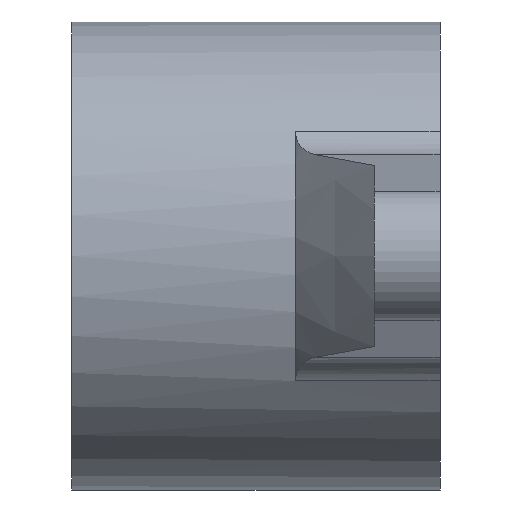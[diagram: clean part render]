
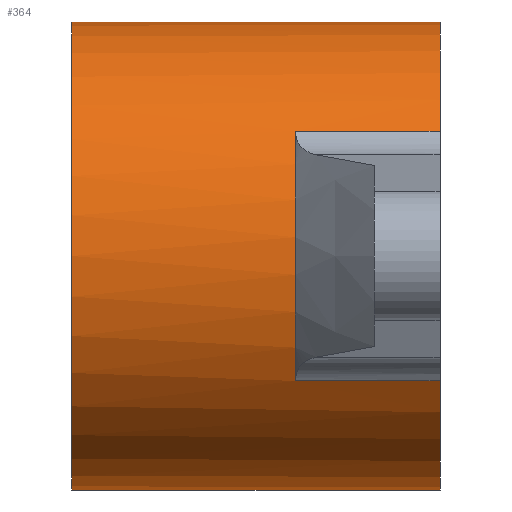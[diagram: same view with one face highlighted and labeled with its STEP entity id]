
A CAD part, left-side view. The second image highlights one B-rep face of the part: STEP entity #364.
In plain terms, the highlighted cylindrical face has radius 8.9 mm (diameter 17.8 mm), a full revolution.
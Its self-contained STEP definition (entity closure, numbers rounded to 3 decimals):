
#36=FACE_OUTER_BOUND('',#56,.T.);
#56=EDGE_LOOP('',(#249,#250,#251,#252,#253,#254,#255,#256,#257,#258,#259,
#260));
#82=CIRCLE('',#409,8.9);
#83=CIRCLE('',#410,8.9);
#84=CIRCLE('',#411,8.9);
#85=CIRCLE('',#412,8.9);
#86=CIRCLE('',#413,8.9);
#87=CIRCLE('',#414,8.9);
#103=LINE('',#571,#127);
#105=LINE('',#579,#129);
#106=LINE('',#583,#130);
#107=LINE('',#587,#131);
#108=LINE('',#591,#132);
#127=VECTOR('',#452,10.);
#129=VECTOR('',#460,8.9);
#130=VECTOR('',#463,10.);
#131=VECTOR('',#466,10.);
#132=VECTOR('',#469,10.);
#156=VERTEX_POINT('',#561);
#157=VERTEX_POINT('',#570);
#159=VERTEX_POINT('',#576);
#160=VERTEX_POINT('',#578);
#161=VERTEX_POINT('',#580);
#162=VERTEX_POINT('',#582);
#163=VERTEX_POINT('',#584);
#164=VERTEX_POINT('',#586);
#165=VERTEX_POINT('',#588);
#166=VERTEX_POINT('',#590);
#192=EDGE_CURVE('',#156,#157,#103,.T.);
#195=EDGE_CURVE('',#159,#159,#82,.T.);
#196=EDGE_CURVE('',#159,#160,#105,.T.);
#197=EDGE_CURVE('',#161,#160,#83,.T.);
#198=EDGE_CURVE('',#162,#161,#106,.T.);
#199=EDGE_CURVE('',#162,#163,#84,.T.);
#200=EDGE_CURVE('',#164,#163,#107,.T.);
#201=EDGE_CURVE('',#165,#164,#85,.T.);
#202=EDGE_CURVE('',#166,#165,#108,.T.);
#203=EDGE_CURVE('',#166,#157,#86,.T.);
#204=EDGE_CURVE('',#160,#156,#87,.T.);
#249=ORIENTED_EDGE('',*,*,#195,.F.);
#250=ORIENTED_EDGE('',*,*,#196,.T.);
#251=ORIENTED_EDGE('',*,*,#197,.F.);
#252=ORIENTED_EDGE('',*,*,#198,.F.);
#253=ORIENTED_EDGE('',*,*,#199,.T.);
#254=ORIENTED_EDGE('',*,*,#200,.F.);
#255=ORIENTED_EDGE('',*,*,#201,.F.);
#256=ORIENTED_EDGE('',*,*,#202,.F.);
#257=ORIENTED_EDGE('',*,*,#203,.T.);
#258=ORIENTED_EDGE('',*,*,#192,.F.);
#259=ORIENTED_EDGE('',*,*,#204,.F.);
#260=ORIENTED_EDGE('',*,*,#196,.F.);
#354=CYLINDRICAL_SURFACE('',#408,8.9);
#364=ADVANCED_FACE('',(#36),#354,.T.);
#408=AXIS2_PLACEMENT_3D('',#575,#456,#457);
#409=AXIS2_PLACEMENT_3D('',#577,#458,#459);
#410=AXIS2_PLACEMENT_3D('',#581,#461,#462);
#411=AXIS2_PLACEMENT_3D('',#585,#464,#465);
#412=AXIS2_PLACEMENT_3D('',#589,#467,#468);
#413=AXIS2_PLACEMENT_3D('',#592,#470,#471);
#414=AXIS2_PLACEMENT_3D('',#593,#472,#473);
#452=DIRECTION('',(0.,-1.,0.));
#456=DIRECTION('center_axis',(0.,1.,0.));
#457=DIRECTION('ref_axis',(-1.,0.,0.));
#458=DIRECTION('center_axis',(0.,1.,0.));
#459=DIRECTION('ref_axis',(-1.,0.,0.));
#460=DIRECTION('',(0.,-1.,0.));
#461=DIRECTION('center_axis',(0.,-1.,0.));
#462=DIRECTION('ref_axis',(1.,0.,0.));
#463=DIRECTION('',(0.,1.,0.));
#464=DIRECTION('center_axis',(0.,1.,0.));
#465=DIRECTION('ref_axis',(-1.,0.,0.));
#466=DIRECTION('',(0.,-1.,0.));
#467=DIRECTION('center_axis',(0.,-1.,0.));
#468=DIRECTION('ref_axis',(-1.,0.,0.));
#469=DIRECTION('',(0.,1.,0.));
#470=DIRECTION('center_axis',(0.,1.,0.));
#471=DIRECTION('ref_axis',(-1.,0.,0.));
#472=DIRECTION('center_axis',(0.,-1.,0.));
#473=DIRECTION('ref_axis',(1.,0.,0.));
#561=CARTESIAN_POINT('',(7.525,5.5,4.753));
#570=CARTESIAN_POINT('',(7.525,0.,4.753));
#571=CARTESIAN_POINT('',(7.525,0.,4.753));
#575=CARTESIAN_POINT('Origin',(0.,0.,0.));
#576=CARTESIAN_POINT('',(8.9,14.,0.));
#577=CARTESIAN_POINT('Origin',(0.,14.,0.));
#578=CARTESIAN_POINT('',(8.9,5.5,0.));
#579=CARTESIAN_POINT('',(8.9,0.,0.));
#580=CARTESIAN_POINT('',(7.525,5.5,-4.753));
#581=CARTESIAN_POINT('Origin',(0.,5.5,0.));
#582=CARTESIAN_POINT('',(7.525,0.,-4.753));
#583=CARTESIAN_POINT('',(7.525,0.,-4.753));
#584=CARTESIAN_POINT('',(-7.525,0.,-4.753));
#585=CARTESIAN_POINT('Origin',(0.,0.,0.));
#586=CARTESIAN_POINT('',(-7.525,5.5,-4.753));
#587=CARTESIAN_POINT('',(-7.525,0.,-4.753));
#588=CARTESIAN_POINT('',(-7.525,5.5,4.753));
#589=CARTESIAN_POINT('Origin',(0.,5.5,0.));
#590=CARTESIAN_POINT('',(-7.525,0.,4.753));
#591=CARTESIAN_POINT('',(-7.525,0.,4.753));
#592=CARTESIAN_POINT('Origin',(0.,0.,0.));
#593=CARTESIAN_POINT('Origin',(0.,5.5,0.));
